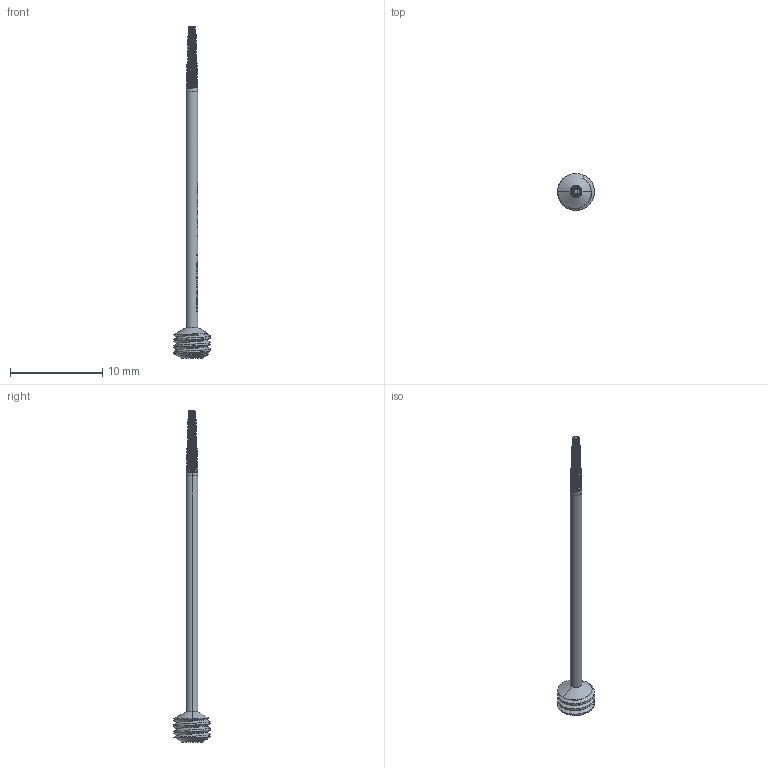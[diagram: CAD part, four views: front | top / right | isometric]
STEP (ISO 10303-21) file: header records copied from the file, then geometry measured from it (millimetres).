
FILE_DESCRIPTION (( 'STEP AP214' ), '1' );
FILE_NAME ('MOD-BZ-075-01-1.STEP', '2021-01-25T13:37:57', ( '' ), ( '' ), 'SwSTEP 2.0', 'SolidWorks 2020', '' );
FILE_SCHEMA (( 'AUTOMOTIVE_DESIGN' ));
Length unit declared in the file: millimetre
Products named in the file (1): MOD-BZ-075-01-1
Bounding box: 4 x 4 x 36 mm (x, y, z)
Volume: 69.2 mm3; surface area: 196.8 mm2
Topology: 1 solids, 1 shells, 356 faces, 1031 edges, 684 vertices
Faces by surface type: bspline 125, plane 110, cylinder 68, cone 53
Entity records: 25287 total; most frequent: CARTESIAN_POINT 17238, ORIENTED_EDGE 2062, DIRECTION 1088, EDGE_CURVE 1031, VERTEX_POINT 684, B_SPLINE_CURVE_WITH_KNOTS 549, AXIS2_PLACEMENT_3D 391, EDGE_LOOP 363
